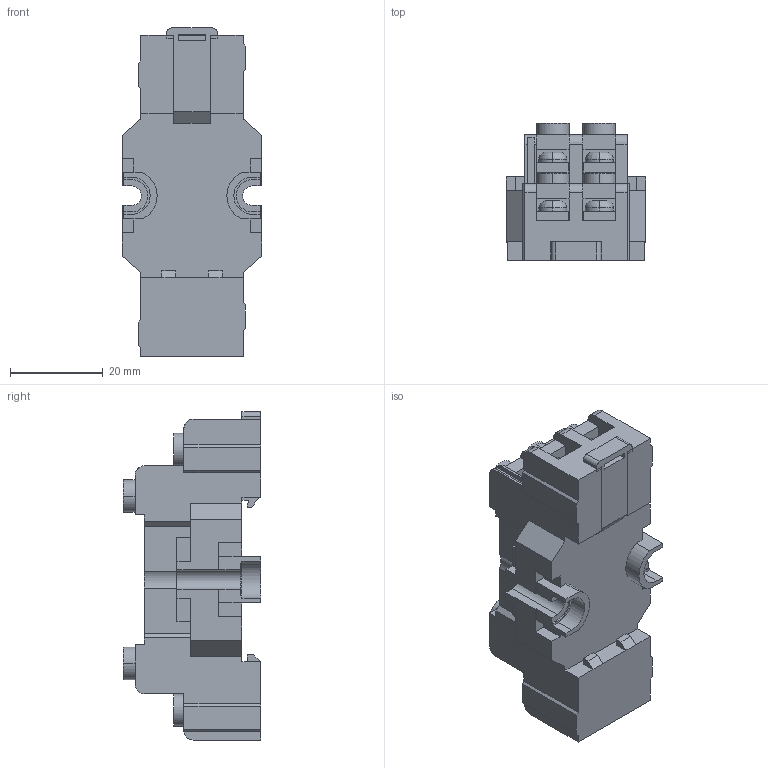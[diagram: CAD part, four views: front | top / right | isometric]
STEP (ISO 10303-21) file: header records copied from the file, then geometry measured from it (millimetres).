
FILE_DESCRIPTION (( 'STEP AP203' ), '1' );
FILE_NAME ('SH2B-05C_rev0.0.STEP', '2022-03-07T00:20:37', ( '' ), ( '' ), 'SwSTEP 2.0', 'SolidWorks 2019', '' );
FILE_SCHEMA (( 'CONFIG_CONTROL_DESIGN' ));
Length unit declared in the file: millimetre
Products named in the file (3): SH2B-05C_rev0.0; SH2B-05C_蹬怮椔; SH-HOOK-B_蹬怮椔
Assembly tree (2 placements, depth 2):
  SH2B-05C_rev0.0
    SH2B-05C_蹬怮椔
    SH-HOOK-B_蹬怮椔
Bounding box: 30 x 29.5 x 70.6 mm (x, y, z)
Volume: 31467.1 mm3; surface area: 13556.9 mm2
Topology: 2 solids, 2 shells, 463 faces, 1235 edges, 814 vertices
Faces by surface type: plane 375, cylinder 72, bspline 16
Entity records: 33978 total; most frequent: CARTESIAN_POINT 22107, ORIENTED_EDGE 2470, DIRECTION 2221, EDGE_CURVE 1235, LINE 1053, VECTOR 1053, VERTEX_POINT 814, AXIS2_PLACEMENT_3D 584
